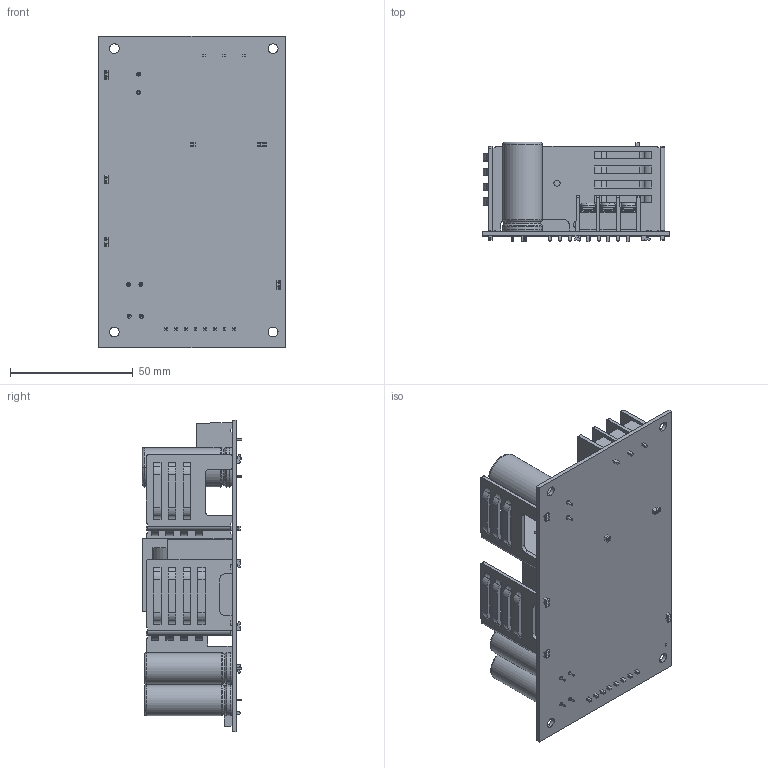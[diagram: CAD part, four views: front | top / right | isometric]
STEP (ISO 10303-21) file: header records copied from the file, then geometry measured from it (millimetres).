
FILE_DESCRIPTION (( 'STEP AP203' ), '1' );
FILE_NAME ('MPD-8071S.STEP', '2019-04-03T09:16:14', ( 'mech2' ), ( '' ), 'SwSTEP 2.0', 'SolidWorks 2014', '' );
FILE_SCHEMA (( 'CONFIG_CONTROL_DESIGN' ));
Length unit declared in the file: millimetre
Products named in the file (10): 800-963D; MD1^MPD-8071S; 360-T1^MPD-8071S; 8071S-PCB; MPD-8071S; 707-3503; 710-7308; CAP C16x37; CAP C12x36; 800-963Q
Assembly tree (10 placements, depth 2):
  MPD-8071S
    8071S-PCB
    707-3503
    710-7308
    CAP C16x37
    CAP C12x36  x2
    800-963Q
    800-963D
    MD1^MPD-8071S
    360-T1^MPD-8071S
Bounding box: 76.2 x 40.72 x 127 mm (x, y, z)
Volume: 86209.5 mm3; surface area: 58754 mm2
Topology: 16 solids, 19 shells, 1270 faces, 3461 edges, 2231 vertices
Faces by surface type: plane 717, cylinder 421, torus 78, bspline 45, cone 9
Entity records: 45138 total; most frequent: CARTESIAN_POINT 13466, ORIENTED_EDGE 6674, DIRECTION 6069, EDGE_CURVE 3337, VERTEX_POINT 2153, VECTOR 2095, LINE 2095, AXIS2_PLACEMENT_3D 1987
